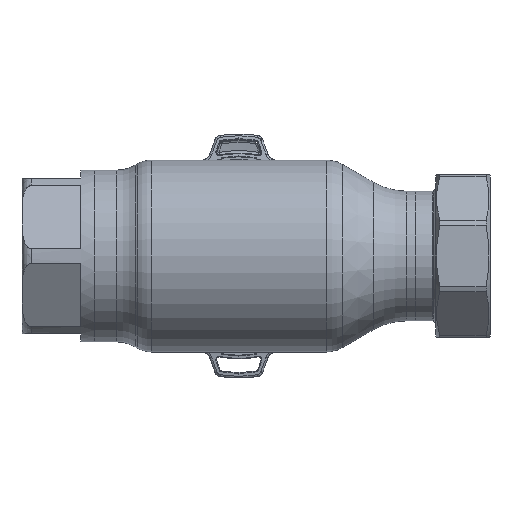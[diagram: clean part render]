
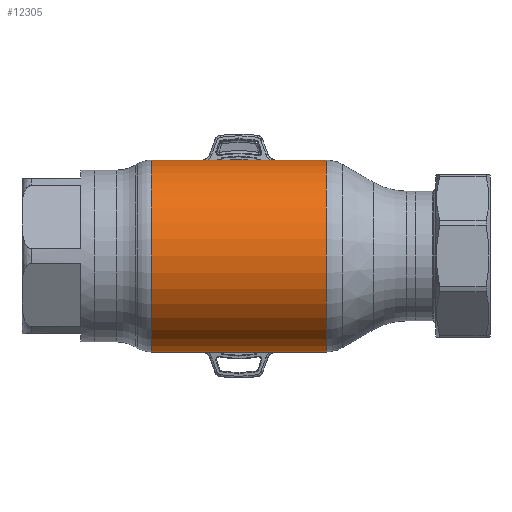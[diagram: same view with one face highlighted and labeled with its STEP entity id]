
A CAD part, front view. The second image highlights one B-rep face of the part: STEP entity #12305.
In plain terms, the highlighted cylindrical face has radius 42.5 mm (diameter 85 mm), a partial arc.
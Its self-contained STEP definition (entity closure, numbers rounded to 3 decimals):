
#301 = DIRECTION ( 'NONE',  ( 1., 0., 0. ) ) ;
#639 = CARTESIAN_POINT ( 'NONE',  ( 62.69, 0., 42.5 ) ) ;
#656 = CARTESIAN_POINT ( 'NONE',  ( -38.749, 0., 0. ) ) ;
#1793 = CIRCLE ( 'NONE', #5073, 42.5 ) ;
#2208 = CARTESIAN_POINT ( 'NONE',  ( 38.749, 0., 42.5 ) ) ;
#3184 = DIRECTION ( 'NONE',  ( 1., 0., 0. ) ) ;
#3639 = CARTESIAN_POINT ( 'NONE',  ( -38.749, 0., 42.5 ) ) ;
#3818 = AXIS2_PLACEMENT_3D ( 'NONE', #32327, #24883, #17365 ) ;
#4296 = VECTOR ( 'NONE', #3184, 1000. ) ;
#5020 = AXIS2_PLACEMENT_3D ( 'NONE', #656, #21424, #13917 ) ;
#5073 = AXIS2_PLACEMENT_3D ( 'NONE', #13597, #24351, #18567 ) ;
#5917 = VECTOR ( 'NONE', #301, 1000. ) ;
#8667 = VERTEX_POINT ( 'NONE', #3639 ) ;
#10941 = VERTEX_POINT ( 'NONE', #2208 ) ;
#11105 = EDGE_CURVE ( 'NONE', #10941, #22823, #1793, .T. ) ;
#11395 = EDGE_CURVE ( 'NONE', #8667, #10941, #31606, .T. ) ;
#12305 = ADVANCED_FACE ( 'NONE', ( #27587 ), #32828, .T. ) ;
#13597 = CARTESIAN_POINT ( 'NONE',  ( 38.749, 0., 0. ) ) ;
#13917 = DIRECTION ( 'NONE',  ( 0., 0., -1. ) ) ;
#14074 = CARTESIAN_POINT ( 'NONE',  ( 38.749, 0., -42.5 ) ) ;
#14389 = EDGE_CURVE ( 'NONE', #23905, #22823, #32099, .T. ) ;
#16467 = ORIENTED_EDGE ( 'NONE', *, *, #11105, .F. ) ;
#17365 = DIRECTION ( 'NONE',  ( 0., 0., -1. ) ) ;
#18567 = DIRECTION ( 'NONE',  ( 0., 0., -1. ) ) ;
#21424 = DIRECTION ( 'NONE',  ( 1., 0., 0. ) ) ;
#22823 = VERTEX_POINT ( 'NONE', #14074 ) ;
#23905 = VERTEX_POINT ( 'NONE', #29712 ) ;
#24351 = DIRECTION ( 'NONE',  ( 1., 0., 0. ) ) ;
#24883 = DIRECTION ( 'NONE',  ( 1., 0., 0. ) ) ;
#25698 = CIRCLE ( 'NONE', #5020, 42.5 ) ;
#26284 = EDGE_LOOP ( 'NONE', ( #32048, #33583, #31316, #16467 ) ) ;
#26690 = CARTESIAN_POINT ( 'NONE',  ( 62.69, 0., -42.5 ) ) ;
#27587 = FACE_OUTER_BOUND ( 'NONE', #26284, .T. ) ;
#29712 = CARTESIAN_POINT ( 'NONE',  ( -38.749, 0., -42.5 ) ) ;
#31316 = ORIENTED_EDGE ( 'NONE', *, *, #14389, .T. ) ;
#31606 = LINE ( 'NONE', #639, #5917 ) ;
#32048 = ORIENTED_EDGE ( 'NONE', *, *, #11395, .F. ) ;
#32099 = LINE ( 'NONE', #26690, #4296 ) ;
#32327 = CARTESIAN_POINT ( 'NONE',  ( 62.69, 0., 0. ) ) ;
#32828 = CYLINDRICAL_SURFACE ( 'NONE', #3818, 42.5 ) ;
#33147 = EDGE_CURVE ( 'NONE', #8667, #23905, #25698, .T. ) ;
#33583 = ORIENTED_EDGE ( 'NONE', *, *, #33147, .T. ) ;
